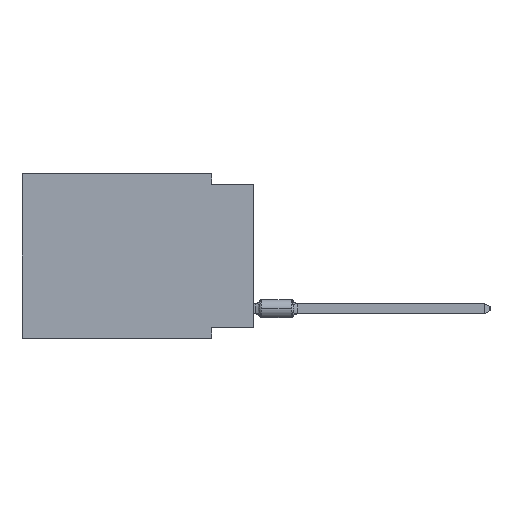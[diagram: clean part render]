
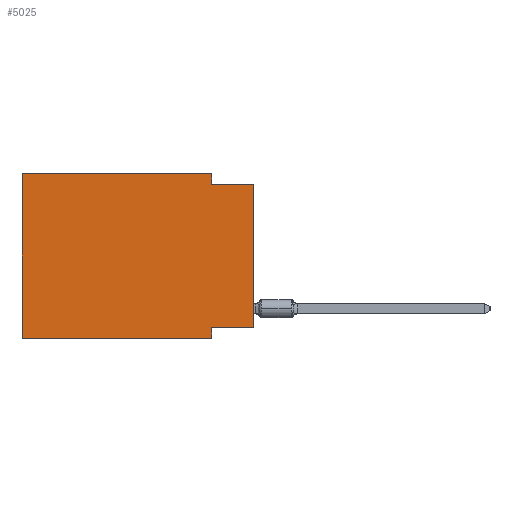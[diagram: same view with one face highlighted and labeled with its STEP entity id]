
A CAD part, left-side view. The second image highlights one B-rep face of the part: STEP entity #5025.
In plain terms, the highlighted planar face has unit normal (-1, 0, 0).
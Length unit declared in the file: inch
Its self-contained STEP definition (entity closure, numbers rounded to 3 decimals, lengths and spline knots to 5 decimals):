
#1456 = AXIS2_PLACEMENT_3D ( 'NONE', #3947, #41172, #7608 ) ;
#1963 = VERTEX_POINT ( 'NONE', #26356 ) ;
#2509 = LINE ( 'NONE', #32367, #29124 ) ;
#3693 = EDGE_CURVE ( 'NONE', #13320, #45218, #4755, .T. ) ;
#3947 = CARTESIAN_POINT ( 'NONE',  ( 0., 0.55, 0. ) ) ;
#4755 = LINE ( 'NONE', #23846, #26477 ) ;
#5025 = ADVANCED_FACE ( 'NONE', ( #37488 ), #45339, .F. ) ;
#7069 = CARTESIAN_POINT ( 'NONE',  ( 0., 0.1, 0. ) ) ;
#7608 = DIRECTION ( 'NONE',  ( 0., 0., -1. ) ) ;
#10479 = EDGE_CURVE ( 'NONE', #23638, #45218, #28936, .T. ) ;
#12281 = VECTOR ( 'NONE', #19527, 39.37008 ) ;
#13113 = CARTESIAN_POINT ( 'NONE',  ( 0., 0.1, -0.39 ) ) ;
#13320 = VERTEX_POINT ( 'NONE', #40100 ) ;
#13344 = LINE ( 'NONE', #31479, #35965 ) ;
#13594 = VECTOR ( 'NONE', #18555, 39.37008 ) ;
#13609 = EDGE_CURVE ( 'NONE', #23474, #1963, #46679, .T. ) ;
#14363 = CARTESIAN_POINT ( 'NONE',  ( 0., 0.1, -0.365 ) ) ;
#14843 = DIRECTION ( 'NONE',  ( 0., 1., 0. ) ) ;
#15351 = ORIENTED_EDGE ( 'NONE', *, *, #17532, .F. ) ;
#15820 = DIRECTION ( 'NONE',  ( 0., 0., -1. ) ) ;
#17532 = EDGE_CURVE ( 'NONE', #47895, #23638, #43593, .T. ) ;
#18555 = DIRECTION ( 'NONE',  ( 0., 0., -1. ) ) ;
#19132 = EDGE_CURVE ( 'NONE', #13320, #23474, #32502, .T. ) ;
#19527 = DIRECTION ( 'NONE',  ( 0., -1., 0. ) ) ;
#20250 = LINE ( 'NONE', #20494, #12281 ) ;
#20494 = CARTESIAN_POINT ( 'NONE',  ( 0., 0.55, 0. ) ) ;
#21081 = CARTESIAN_POINT ( 'NONE',  ( 0., 0.1, 0. ) ) ;
#23474 = VERTEX_POINT ( 'NONE', #14363 ) ;
#23638 = VERTEX_POINT ( 'NONE', #30039 ) ;
#23846 = CARTESIAN_POINT ( 'NONE',  ( 0., 0., 0. ) ) ;
#24355 = VECTOR ( 'NONE', #40212, 39.37008 ) ;
#25266 = ORIENTED_EDGE ( 'NONE', *, *, #19132, .F. ) ;
#25530 = DIRECTION ( 'NONE',  ( 0., 0., 1. ) ) ;
#25851 = ORIENTED_EDGE ( 'NONE', *, *, #3693, .T. ) ;
#26356 = CARTESIAN_POINT ( 'NONE',  ( 0., 0.1, -0.39 ) ) ;
#26477 = VECTOR ( 'NONE', #38291, 39.37008 ) ;
#27597 = EDGE_LOOP ( 'NONE', ( #25851, #29182, #15351, #45293, #30969, #46530, #33082, #25266 ) ) ;
#28936 = LINE ( 'NONE', #43899, #24355 ) ;
#29124 = VECTOR ( 'NONE', #31648, 39.37008 ) ;
#29182 = ORIENTED_EDGE ( 'NONE', *, *, #10479, .F. ) ;
#29859 = VERTEX_POINT ( 'NONE', #46804 ) ;
#30039 = CARTESIAN_POINT ( 'NONE',  ( 0., 0.1, -0.025 ) ) ;
#30969 = ORIENTED_EDGE ( 'NONE', *, *, #33856, .F. ) ;
#31053 = CARTESIAN_POINT ( 'NONE',  ( 0., 0.55, 0. ) ) ;
#31479 = CARTESIAN_POINT ( 'NONE',  ( 0., 0.55, 0. ) ) ;
#31648 = DIRECTION ( 'NONE',  ( 0., -1., 0. ) ) ;
#32367 = CARTESIAN_POINT ( 'NONE',  ( 0., 0.55, -0.39 ) ) ;
#32502 = LINE ( 'NONE', #44033, #44115 ) ;
#33082 = ORIENTED_EDGE ( 'NONE', *, *, #13609, .F. ) ;
#33856 = EDGE_CURVE ( 'NONE', #29859, #40720, #13344, .T. ) ;
#35965 = VECTOR ( 'NONE', #25530, 39.37008 ) ;
#37098 = EDGE_CURVE ( 'NONE', #29859, #1963, #2509, .T. ) ;
#37488 = FACE_OUTER_BOUND ( 'NONE', #27597, .T. ) ;
#38291 = DIRECTION ( 'NONE',  ( 0., 0., 1. ) ) ;
#40100 = CARTESIAN_POINT ( 'NONE',  ( 0., 0., -0.365 ) ) ;
#40212 = DIRECTION ( 'NONE',  ( 0., -1., 0. ) ) ;
#40720 = VERTEX_POINT ( 'NONE', #31053 ) ;
#41172 = DIRECTION ( 'NONE',  ( 1., 0., 0. ) ) ;
#43361 = CARTESIAN_POINT ( 'NONE',  ( 0., 0., -0.025 ) ) ;
#43593 = LINE ( 'NONE', #7069, #13594 ) ;
#43899 = CARTESIAN_POINT ( 'NONE',  ( 0., 0., -0.025 ) ) ;
#44033 = CARTESIAN_POINT ( 'NONE',  ( 0., 0., -0.365 ) ) ;
#44115 = VECTOR ( 'NONE', #14843, 39.37008 ) ;
#44228 = EDGE_CURVE ( 'NONE', #40720, #47895, #20250, .T. ) ;
#45218 = VERTEX_POINT ( 'NONE', #43361 ) ;
#45293 = ORIENTED_EDGE ( 'NONE', *, *, #44228, .F. ) ;
#45339 = PLANE ( 'NONE',  #1456 ) ;
#46306 = VECTOR ( 'NONE', #15820, 39.37008 ) ;
#46530 = ORIENTED_EDGE ( 'NONE', *, *, #37098, .T. ) ;
#46679 = LINE ( 'NONE', #13113, #46306 ) ;
#46804 = CARTESIAN_POINT ( 'NONE',  ( 0., 0.55, -0.39 ) ) ;
#47895 = VERTEX_POINT ( 'NONE', #21081 ) ;
